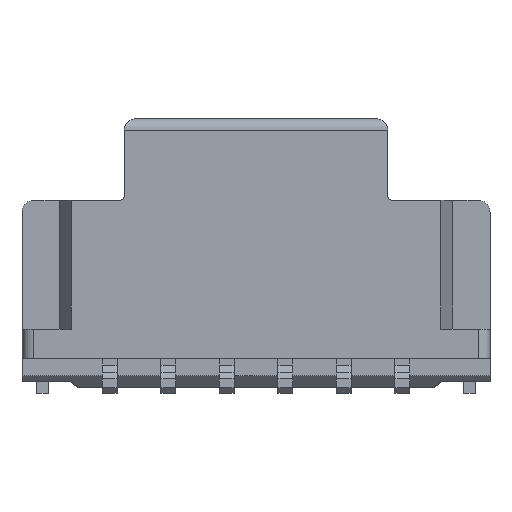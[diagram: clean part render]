
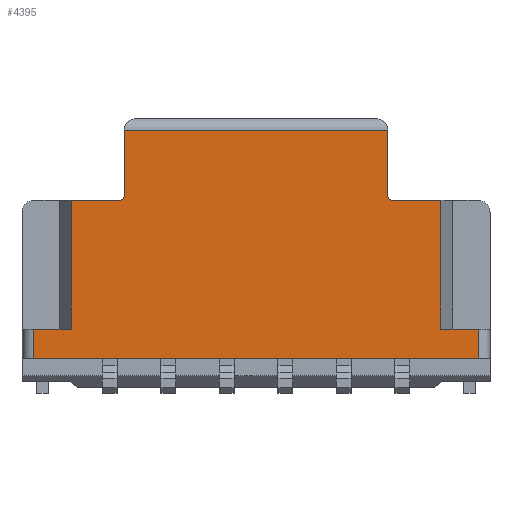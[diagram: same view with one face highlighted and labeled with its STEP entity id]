
A CAD part, front view. The second image highlights one B-rep face of the part: STEP entity #4395.
In plain terms, the highlighted planar face has unit normal (0, -1, 0).
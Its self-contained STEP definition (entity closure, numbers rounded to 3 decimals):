
#1=DIRECTION('',(-1.,0.,0.));
#2=VECTOR('',#1,0.64);
#3=CARTESIAN_POINT('',(3.8,-2.675,-0.6));
#4=LINE('',#3,#2);
#5=DIRECTION('',(1.,0.,0.));
#6=VECTOR('',#5,7.6);
#7=CARTESIAN_POINT('',(-3.8,-2.675,-1.1));
#8=LINE('',#7,#6);
#9=DIRECTION('',(1.,0.,0.));
#10=VECTOR('',#9,0.64);
#11=CARTESIAN_POINT('',(-3.8,-2.675,-0.6));
#12=LINE('',#11,#10);
#13=DIRECTION('',(0.,0.,-1.));
#14=VECTOR('',#13,2.2);
#15=CARTESIAN_POINT('',(-3.16,-2.675,1.6));
#16=LINE('',#15,#14);
#17=DIRECTION('',(1.,0.,0.));
#18=VECTOR('',#17,0.81);
#19=CARTESIAN_POINT('',(-3.16,-2.675,1.6));
#20=LINE('',#19,#18);
#21=DIRECTION('',(1.,0.,0.));
#22=VECTOR('',#21,0.81);
#23=CARTESIAN_POINT('',(2.35,-2.675,1.6));
#24=LINE('',#23,#22);
#25=DIRECTION('',(0.,0.,1.));
#26=VECTOR('',#25,2.2);
#27=CARTESIAN_POINT('',(3.16,-2.675,-0.6));
#28=LINE('',#27,#26);
#447=DIRECTION('',(0.,0.,1.));
#448=VECTOR('',#447,0.5);
#449=CARTESIAN_POINT('',(3.8,-2.675,-1.1));
#450=LINE('',#449,#448);
#995=DIRECTION('',(0.,0.,-1.));
#996=VECTOR('',#995,0.5);
#997=CARTESIAN_POINT('',(-3.8,-2.675,-0.6));
#998=LINE('',#997,#996);
#2993=DIRECTION('',(0.,0.,-1.));
#2994=VECTOR('',#2993,1.1);
#2995=CARTESIAN_POINT('',(2.25,-2.675,2.8));
#2996=LINE('',#2995,#2994);
#3062=DIRECTION('',(-1.,0.,0.));
#3063=VECTOR('',#3062,4.5);
#3064=CARTESIAN_POINT('',(2.25,-2.675,2.8));
#3065=LINE('',#3064,#3063);
#3099=DIRECTION('',(0.,0.,-1.));
#3100=VECTOR('',#3099,1.1);
#3101=CARTESIAN_POINT('',(-2.25,-2.675,2.8));
#3102=LINE('',#3101,#3100);
#3128=CARTESIAN_POINT('',(-2.35,-2.675,1.7));
#3129=DIRECTION('',(0.,1.,0.));
#3130=DIRECTION('',(1.,0.,0.));
#3131=AXIS2_PLACEMENT_3D('',#3128,#3129,#3130);
#3169=CARTESIAN_POINT('',(2.35,-2.675,1.7));
#3170=DIRECTION('',(0.,1.,0.));
#3171=DIRECTION('',(0.,0.,-1.));
#3172=AXIS2_PLACEMENT_3D('',#3169,#3170,#3171);
#3439=CARTESIAN_POINT('',(-2.25,-2.675,1.7));
#3441=VERTEX_POINT('',#3439);
#3442=CARTESIAN_POINT('',(2.25,-2.675,1.7));
#3444=VERTEX_POINT('',#3442);
#3446=CARTESIAN_POINT('',(-2.35,-2.675,1.6));
#3447=VERTEX_POINT('',#3446);
#3448=CARTESIAN_POINT('',(2.35,-2.675,1.6));
#3449=VERTEX_POINT('',#3448);
#3456=CARTESIAN_POINT('',(2.25,-2.675,2.8));
#3457=VERTEX_POINT('',#3456);
#3464=CARTESIAN_POINT('',(-2.25,-2.675,2.8));
#3465=VERTEX_POINT('',#3464);
#3658=CARTESIAN_POINT('',(-3.8,-2.675,-0.6));
#3659=CARTESIAN_POINT('',(-3.16,-2.675,-0.6));
#3660=VERTEX_POINT('',#3658);
#3661=VERTEX_POINT('',#3659);
#3662=CARTESIAN_POINT('',(-3.16,-2.675,1.6));
#3663=VERTEX_POINT('',#3662);
#3685=CARTESIAN_POINT('',(3.8,-2.675,-1.1));
#3687=VERTEX_POINT('',#3685);
#3688=CARTESIAN_POINT('',(-3.8,-2.675,-1.1));
#3690=VERTEX_POINT('',#3688);
#3822=CARTESIAN_POINT('',(3.8,-2.675,-0.6));
#3823=CARTESIAN_POINT('',(3.16,-2.675,-0.6));
#3824=VERTEX_POINT('',#3822);
#3825=VERTEX_POINT('',#3823);
#3826=CARTESIAN_POINT('',(3.16,-2.675,1.6));
#3827=VERTEX_POINT('',#3826);
#4360=CARTESIAN_POINT('',(0.,-2.675,0.));
#4361=DIRECTION('',(0.,1.,0.));
#4362=DIRECTION('',(1.,0.,0.));
#4363=AXIS2_PLACEMENT_3D('',#4360,#4361,#4362);
#4364=PLANE('',#4363);
#4366=ORIENTED_EDGE('',*,*,#4365,.F.);
#4368=ORIENTED_EDGE('',*,*,#4367,.F.);
#4370=ORIENTED_EDGE('',*,*,#4369,.F.);
#4372=ORIENTED_EDGE('',*,*,#4371,.F.);
#4374=ORIENTED_EDGE('',*,*,#4373,.T.);
#4376=ORIENTED_EDGE('',*,*,#4375,.F.);
#4378=ORIENTED_EDGE('',*,*,#4377,.T.);
#4380=ORIENTED_EDGE('',*,*,#4379,.F.);
#4382=ORIENTED_EDGE('',*,*,#4381,.F.);
#4384=ORIENTED_EDGE('',*,*,#4383,.F.);
#4386=ORIENTED_EDGE('',*,*,#4385,.T.);
#4388=ORIENTED_EDGE('',*,*,#4387,.F.);
#4390=ORIENTED_EDGE('',*,*,#4389,.T.);
#4392=ORIENTED_EDGE('',*,*,#4391,.F.);
#4393=EDGE_LOOP('',(#4366,#4368,#4370,#4372,#4374,#4376,#4378,#4380,#4382,#4384,
#4386,#4388,#4390,#4392));
#4394=FACE_OUTER_BOUND('',#4393,.F.);
#4395=ADVANCED_FACE('',(#4394),#4364,.F.);
#3132=CIRCLE('',#3131,0.1);
#3173=CIRCLE('',#3172,0.1);
#4365=EDGE_CURVE('',#3824,#3825,#4,.T.);
#4367=EDGE_CURVE('',#3687,#3824,#450,.T.);
#4369=EDGE_CURVE('',#3690,#3687,#8,.T.);
#4371=EDGE_CURVE('',#3660,#3690,#998,.T.);
#4373=EDGE_CURVE('',#3660,#3661,#12,.T.);
#4375=EDGE_CURVE('',#3663,#3661,#16,.T.);
#4377=EDGE_CURVE('',#3663,#3447,#20,.T.);
#4379=EDGE_CURVE('',#3441,#3447,#3132,.T.);
#4381=EDGE_CURVE('',#3465,#3441,#3102,.T.);
#4383=EDGE_CURVE('',#3457,#3465,#3065,.T.);
#4385=EDGE_CURVE('',#3457,#3444,#2996,.T.);
#4387=EDGE_CURVE('',#3449,#3444,#3173,.T.);
#4389=EDGE_CURVE('',#3449,#3827,#24,.T.);
#4391=EDGE_CURVE('',#3825,#3827,#28,.T.);
